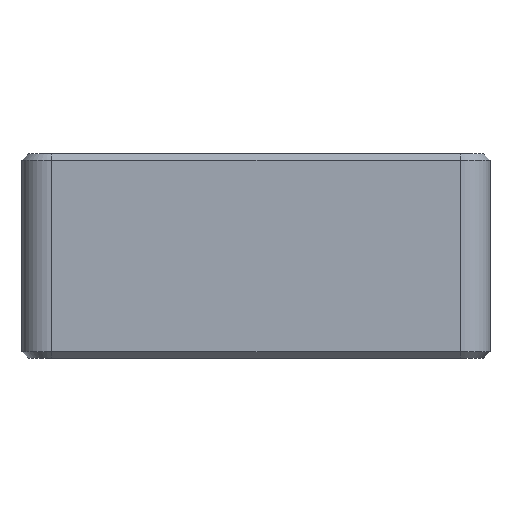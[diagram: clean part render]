
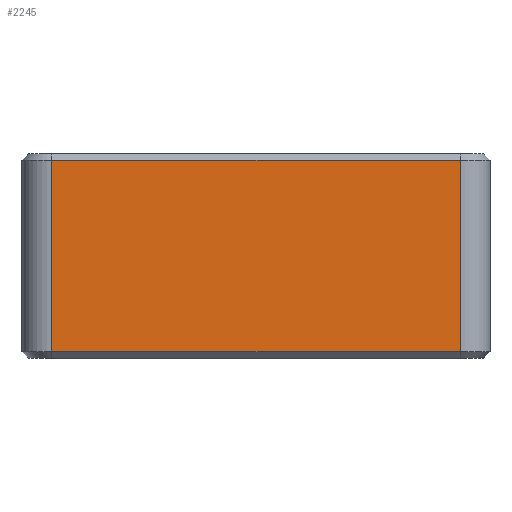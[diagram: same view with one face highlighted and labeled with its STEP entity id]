
A CAD part, left-side view. The second image highlights one B-rep face of the part: STEP entity #2245.
In plain terms, the highlighted planar face has unit normal (-1, 0, 0).
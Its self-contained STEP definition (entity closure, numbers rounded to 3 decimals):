
#54=PLANE('',#2446);
#206=LINE('',#3509,#450);
#208=LINE('',#3516,#452);
#209=LINE('',#3520,#453);
#210=LINE('',#3521,#454);
#450=VECTOR('',#2826,10.);
#452=VECTOR('',#2836,10.);
#453=VECTOR('',#2841,10.);
#454=VECTOR('',#2842,10.);
#679=FACE_OUTER_BOUND('',#815,.T.);
#815=EDGE_LOOP('',(#1755,#1756,#1757,#1758));
#1093=VERTEX_POINT('',#3501);
#1095=VERTEX_POINT('',#3507);
#1096=VERTEX_POINT('',#3515);
#1097=VERTEX_POINT('',#3519);
#1339=EDGE_CURVE('',#1095,#1093,#206,.T.);
#1343=EDGE_CURVE('',#1093,#1096,#208,.T.);
#1345=EDGE_CURVE('',#1097,#1095,#209,.T.);
#1346=EDGE_CURVE('',#1096,#1097,#210,.T.);
#1755=ORIENTED_EDGE('',*,*,#1339,.F.);
#1756=ORIENTED_EDGE('',*,*,#1345,.F.);
#1757=ORIENTED_EDGE('',*,*,#1346,.F.);
#1758=ORIENTED_EDGE('',*,*,#1343,.F.);
#2245=ADVANCED_FACE('',(#679),#54,.T.);
#2446=AXIS2_PLACEMENT_3D('',#3518,#2839,#2840);
#2826=DIRECTION('',(0.,1.,0.));
#2836=DIRECTION('',(0.,0.,1.));
#2839=DIRECTION('center_axis',(-1.,0.,0.));
#2840=DIRECTION('ref_axis',(0.,-1.,0.));
#2841=DIRECTION('',(0.,0.,-1.));
#2842=DIRECTION('',(0.,-1.,0.));
#3501=CARTESIAN_POINT('',(-1.2,25.4,0.4));
#3507=CARTESIAN_POINT('',(-1.2,0.6,0.4));
#3509=CARTESIAN_POINT('',(-1.2,20.1,0.4));
#3515=CARTESIAN_POINT('',(-1.2,25.4,12.));
#3516=CARTESIAN_POINT('',(-1.2,25.4,0.));
#3518=CARTESIAN_POINT('Origin',(-1.2,27.2,0.));
#3519=CARTESIAN_POINT('',(-1.2,0.6,12.));
#3520=CARTESIAN_POINT('',(-1.2,0.6,0.));
#3521=CARTESIAN_POINT('',(-1.2,20.1,12.));
